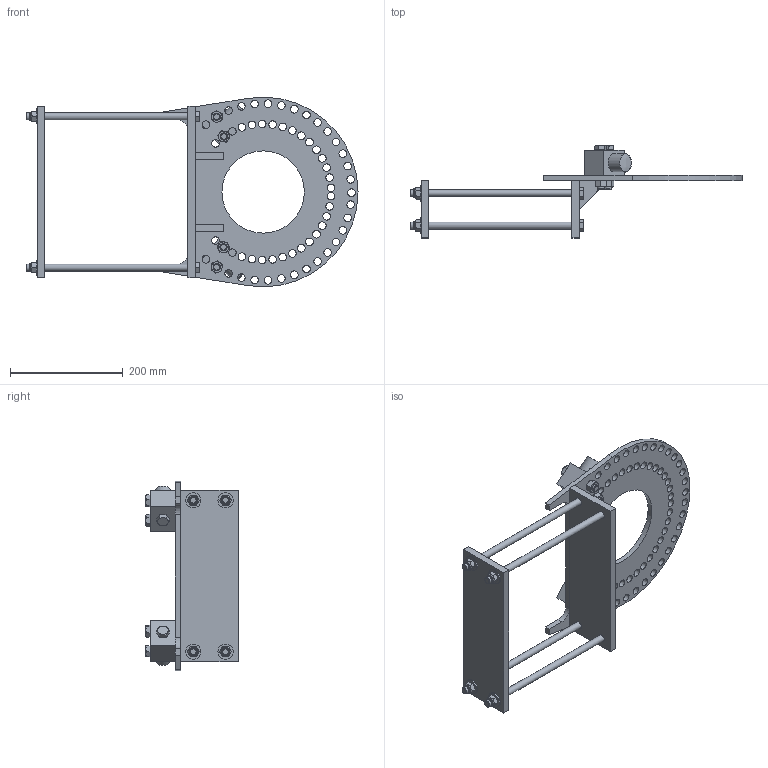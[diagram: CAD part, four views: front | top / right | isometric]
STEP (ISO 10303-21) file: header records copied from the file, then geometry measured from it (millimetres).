
FILE_DESCRIPTION(/* description */ (''),/* implementation_level */ '2;1');
FILE_NAME(/* name */ '98546.stp',/* time_stamp */ '2023-10-10T08:04:50-04:00',/* author */ ('MNHHW'),/* organization */ (''),/* preprocessor_version */ 'ST-DEVELOPER v18',/* originating_system */ 'Autodesk Inventor 2020',/* authorisation */ '');
FILE_SCHEMA (('AUTOMOTIVE_DESIGN { 1 0 10303 214 3 1 1 }'));
Length unit declared in the file: inch
Products named in the file (16): 98546; 98545; 98581_D05; 25905.iam; 60155.ipt; 3D11L9F4B.iam; 3D11J9F4B.ipt; 3D11K9F4A.ipt; 3D11B3C4B.ipt; ANSI B18.2.1 - 1/2-13 UNC - 2.75; ANSI B18.2.2 - 1/2 - 13; 60180; 60175; 51858; 53060; 52447
Assembly tree (33 placements, depth 5):
  98546
    98545
      98581_D05
      25905.iam  x2
        60155.ipt
        3D11L9F4B.iam
          3D11J9F4B.ipt
          3D11K9F4A.ipt
        3D11B3C4B.ipt
      ANSI B18.2.1 - 1/2-13 UNC - 2.75  x4
      ANSI B18.2.2 - 1/2 - 13  x4
    60180  x2
    60175  x2
    51858  x4
    53060  x4
    52447  x4
Bounding box: 588.92 x 163.51 x 336.51 mm (x, y, z)
Volume: 1868479.5 mm3; surface area: 465579.5 mm2
Topology: 33 solids, 33 shells, 590 faces, 1392 edges, 892 vertices
Faces by surface type: plane 285, cone 168, cylinder 127, torus 8, sphere 2
Full cylindrical faces by diameter (mm): 10.106 x4, 10.592 x6, 12 x4, 12.7 x6, 13 x6, 13.081 x2, 13.487 x4, 13.494 x63, 14.287 x8, 15.3 x4, 17.145 x4, 19.05 x2, 20.637 x4, 26.975 x4, 31.75 x2, 146.05 x1
Entity records: 8460 total; most frequent: CARTESIAN_POINT 1478, DIRECTION 1400, ORIENTED_EDGE 1240, EDGE_CURVE 620, AXIS2_PLACEMENT_3D 560, EDGE_LOOP 408, VERTEX_POINT 404, LINE 280
